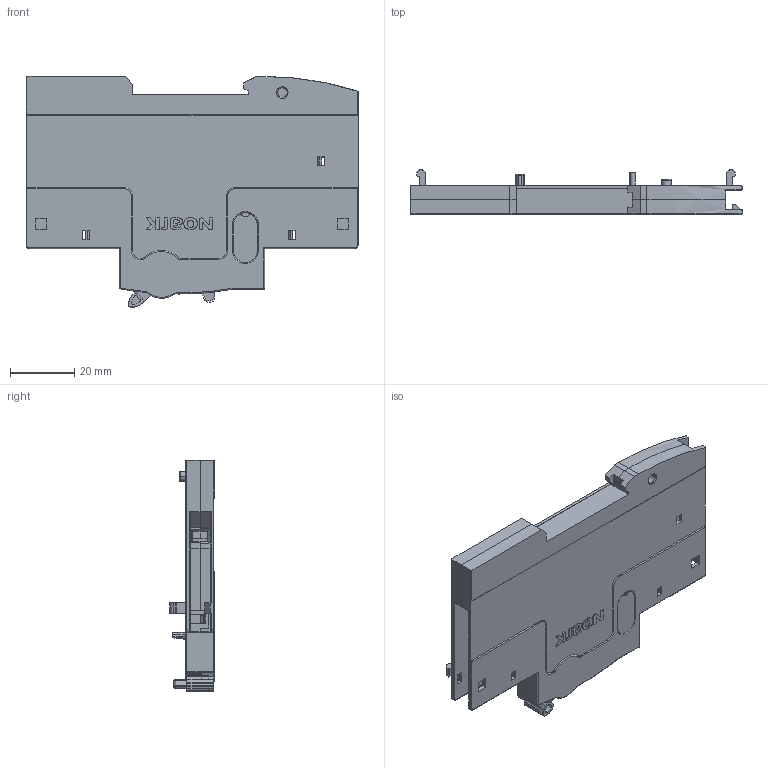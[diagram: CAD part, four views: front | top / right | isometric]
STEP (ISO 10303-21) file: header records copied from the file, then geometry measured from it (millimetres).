
FILE_DESCRIPTION((''),'2;1');
FILE_NAME('AX3111N__2020110001_ASM','2023-03-08T10:26:34',('dyliuk3'),(''),'CREO PARAMETRIC BY PTC INC, 2020044','CREO PARAMETRIC BY PTC INC, 2020044','');
FILE_SCHEMA(('CONFIG_CONTROL_DESIGN','SHAPE_APPEARANCE_LAYERS_GROUPS'));
Products named in the file (13): AX31N_1_1; AX31N_1_2; AX31N_1_3; AX31N_1_4; AX31N_1_5; AX31N_1_6; AX31N_1_7; AX31N_1_8; AX31N_1_9; AX31N_1_10; AX31N_1_11; AX31N_1_ASM; AX3111N__2020110001_ASM
Assembly tree (12 placements, depth 3):
  AX3111N__2020110001_ASM
    AX31N_1_ASM
      AX31N_1_1
      AX31N_1_2
      AX31N_1_3
      AX31N_1_4
      AX31N_1_5
      AX31N_1_6
      AX31N_1_7
      AX31N_1_8
      AX31N_1_9
      AX31N_1_10
      AX31N_1_11
Bounding box: 103 x 13.8 x 71.71 mm (x, y, z)
Volume: 546.7 mm3; surface area: 35309 mm2
Topology: 11 solids, 21 shells, 2931 faces, 8407 edges, 5605 vertices
Faces by surface type: plane 2178, cylinder 522, torus 109, extrusion 45, cone 37, sphere 31, bspline 9
Entity records: 122166 total; most frequent: CARTESIAN_POINT 23405, ORIENTED_EDGE 16746, DIRECTION 15543, EDGE_CURVE 8394, VECTOR 6313, LINE 6268, VERTEX_POINT 5605, AXIS2_PLACEMENT_3D 4615
